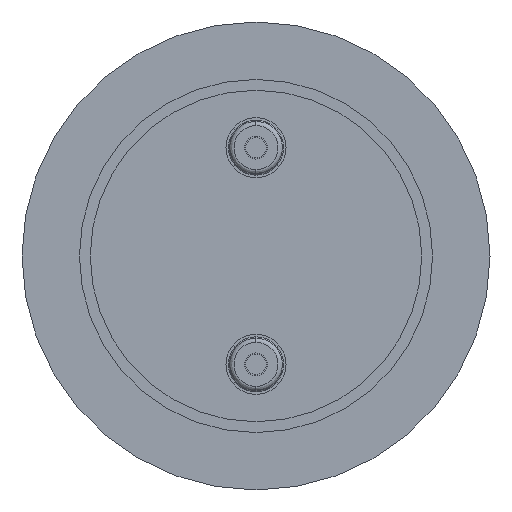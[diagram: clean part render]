
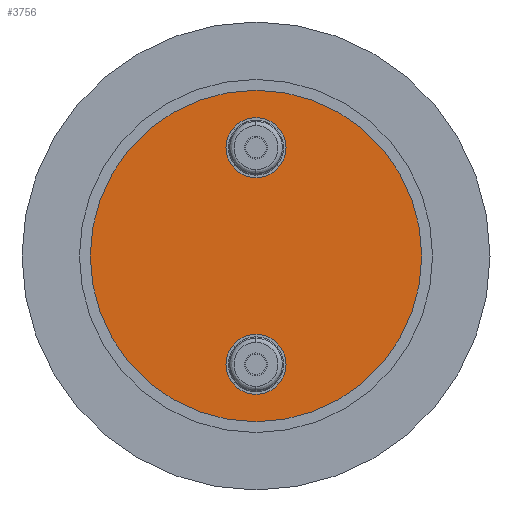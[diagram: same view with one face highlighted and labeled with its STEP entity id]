
A CAD part, front view. The second image highlights one B-rep face of the part: STEP entity #3756.
In plain terms, the highlighted planar face has unit normal (0, -1, 0).
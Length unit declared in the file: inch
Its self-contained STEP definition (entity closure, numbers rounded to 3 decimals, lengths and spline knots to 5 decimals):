
#96 = CIRCLE ( 'NONE', #1022, 0.765 ) ;
#202 = CARTESIAN_POINT ( 'NONE',  ( 0., -0.87271, -0.5 ) ) ;
#208 = CARTESIAN_POINT ( 'NONE',  ( -0.765, -0.87271, 0. ) ) ;
#251 = CARTESIAN_POINT ( 'NONE',  ( 0., -0.87271, 0.3615 ) ) ;
#289 = EDGE_CURVE ( 'NONE', #3277, #1394, #976, .T. ) ;
#327 = DIRECTION ( 'NONE',  ( 0., 1., 0. ) ) ;
#377 = EDGE_CURVE ( 'NONE', #958, #1931, #3853, .T. ) ;
#397 = CARTESIAN_POINT ( 'NONE',  ( 0., -0.87271, 0. ) ) ;
#461 = DIRECTION ( 'NONE',  ( 0., 1., 0. ) ) ;
#523 = DIRECTION ( 'NONE',  ( 0., 0., 1. ) ) ;
#577 = EDGE_CURVE ( 'NONE', #2148, #1381, #96, .T. ) ;
#642 = DIRECTION ( 'NONE',  ( 0., 1., 0. ) ) ;
#723 = DIRECTION ( 'NONE',  ( 0., 0., 1. ) ) ;
#754 = CIRCLE ( 'NONE', #1846, 0.1385 ) ;
#764 = CIRCLE ( 'NONE', #2822, 0.765 ) ;
#795 = EDGE_LOOP ( 'NONE', ( #1087, #2631 ) ) ;
#842 = PLANE ( 'NONE',  #3769 ) ;
#958 = VERTEX_POINT ( 'NONE', #1893 ) ;
#976 = CIRCLE ( 'NONE', #3250, 0.1385 ) ;
#1022 = AXIS2_PLACEMENT_3D ( 'NONE', #397, #2598, #723 ) ;
#1087 = ORIENTED_EDGE ( 'NONE', *, *, #289, .T. ) ;
#1203 = CARTESIAN_POINT ( 'NONE',  ( 0., -0.87271, -0.765 ) ) ;
#1353 = CARTESIAN_POINT ( 'NONE',  ( 0., -0.87271, -0.5 ) ) ;
#1381 = VERTEX_POINT ( 'NONE', #1203 ) ;
#1394 = VERTEX_POINT ( 'NONE', #251 ) ;
#1423 = ORIENTED_EDGE ( 'NONE', *, *, #577, .F. ) ;
#1457 = DIRECTION ( 'NONE',  ( 0., 1., 0. ) ) ;
#1517 = CARTESIAN_POINT ( 'NONE',  ( 0., -0.87271, 0.6385 ) ) ;
#1526 = EDGE_CURVE ( 'NONE', #1394, #3277, #2328, .T. ) ;
#1558 = DIRECTION ( 'NONE',  ( 0., 0., 1. ) ) ;
#1773 = DIRECTION ( 'NONE',  ( 0., 0., -1. ) ) ;
#1846 = AXIS2_PLACEMENT_3D ( 'NONE', #202, #2388, #523 ) ;
#1893 = CARTESIAN_POINT ( 'NONE',  ( 0., -0.87271, -0.3615 ) ) ;
#1931 = VERTEX_POINT ( 'NONE', #3499 ) ;
#1942 = AXIS2_PLACEMENT_3D ( 'NONE', #1353, #1457, #1558 ) ;
#2006 = ORIENTED_EDGE ( 'NONE', *, *, #3886, .T. ) ;
#2027 = EDGE_CURVE ( 'NONE', #1381, #2148, #764, .T. ) ;
#2076 = ORIENTED_EDGE ( 'NONE', *, *, #377, .T. ) ;
#2148 = VERTEX_POINT ( 'NONE', #3297 ) ;
#2197 = CARTESIAN_POINT ( 'NONE',  ( 0., -0.87271, 0.5 ) ) ;
#2328 = CIRCLE ( 'NONE', #3639, 0.1385 ) ;
#2332 = CARTESIAN_POINT ( 'NONE',  ( 0., -0.87271, 0. ) ) ;
#2388 = DIRECTION ( 'NONE',  ( 0., 1., 0. ) ) ;
#2519 = CARTESIAN_POINT ( 'NONE',  ( 0., -0.87271, 0.5 ) ) ;
#2520 = DIRECTION ( 'NONE',  ( 0., 0., 1. ) ) ;
#2598 = DIRECTION ( 'NONE',  ( 0., 1., 0. ) ) ;
#2631 = ORIENTED_EDGE ( 'NONE', *, *, #1526, .T. ) ;
#2653 = DIRECTION ( 'NONE',  ( 0., 0., 1. ) ) ;
#2822 = AXIS2_PLACEMENT_3D ( 'NONE', #2332, #461, #2653 ) ;
#2827 = DIRECTION ( 'NONE',  ( 0., 0., 1. ) ) ;
#2894 = EDGE_LOOP ( 'NONE', ( #2076, #2006 ) ) ;
#2916 = ORIENTED_EDGE ( 'NONE', *, *, #2027, .F. ) ;
#2995 = FACE_BOUND ( 'NONE', #2894, .T. ) ;
#3092 = FACE_OUTER_BOUND ( 'NONE', #3702, .T. ) ;
#3250 = AXIS2_PLACEMENT_3D ( 'NONE', #2197, #327, #2520 ) ;
#3277 = VERTEX_POINT ( 'NONE', #1517 ) ;
#3297 = CARTESIAN_POINT ( 'NONE',  ( 0., -0.87271, 0.765 ) ) ;
#3499 = CARTESIAN_POINT ( 'NONE',  ( 0., -0.87271, -0.6385 ) ) ;
#3615 = DIRECTION ( 'NONE',  ( 0., -1., 0. ) ) ;
#3639 = AXIS2_PLACEMENT_3D ( 'NONE', #2519, #642, #2827 ) ;
#3702 = EDGE_LOOP ( 'NONE', ( #1423, #2916 ) ) ;
#3756 = ADVANCED_FACE ( 'NONE', ( #3092, #3787, #2995 ), #842, .T. ) ;
#3769 = AXIS2_PLACEMENT_3D ( 'NONE', #208, #3615, #1773 ) ;
#3787 = FACE_BOUND ( 'NONE', #795, .T. ) ;
#3853 = CIRCLE ( 'NONE', #1942, 0.1385 ) ;
#3886 = EDGE_CURVE ( 'NONE', #1931, #958, #754, .T. ) ;
